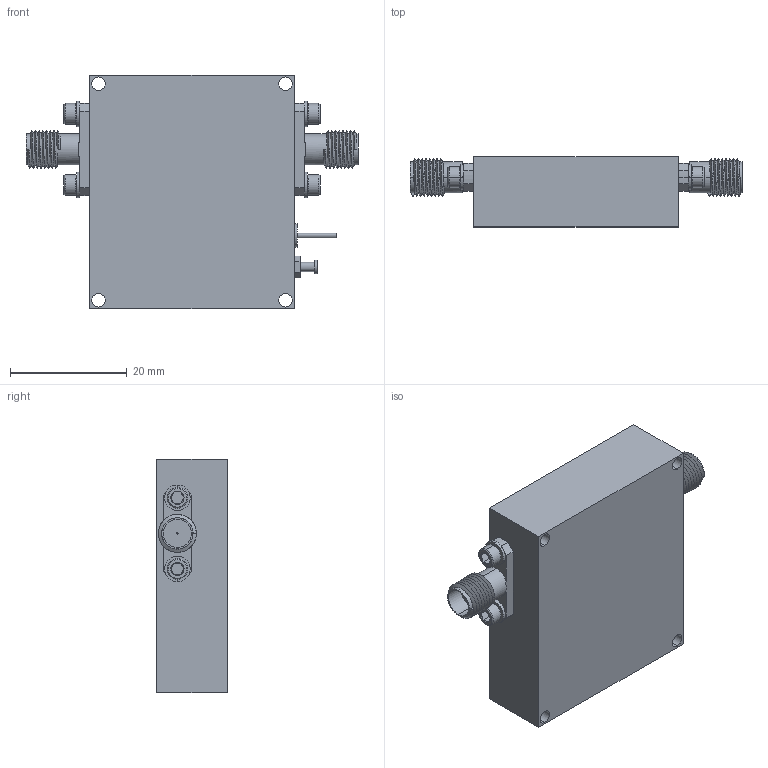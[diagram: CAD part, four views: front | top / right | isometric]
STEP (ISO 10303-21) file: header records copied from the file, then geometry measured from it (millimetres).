
FILE_DESCRIPTION (( 'STEP AP214' ), '1' );
FILE_NAME ('BG-ZC-3.STEP', '2023-01-04T23:52:06', ( '' ), ( '' ), 'SwSTEP 2.0', 'SolidWorks 2021', '' );
FILE_SCHEMA (( 'AUTOMOTIVE_DESIGN' ));
Length unit declared in the file: inch
Products named in the file (1): BG-ZC-3
Bounding box: 56.84 x 12 x 40.01 mm (x, y, z)
Volume: 17302 mm3; surface area: 6402.5 mm2
Topology: 5 solids, 5 shells, 318 faces, 778 edges, 496 vertices
Faces by surface type: cylinder 156, plane 102, cone 44, bspline 16
Entity records: 18344 total; most frequent: CARTESIAN_POINT 7173, ORIENTED_EDGE 1556, DIRECTION 1340, EDGE_CURVE 778, AXIS2_PLACEMENT_3D 499, VERTEX_POINT 496, EDGE_LOOP 360, VECTOR 342
